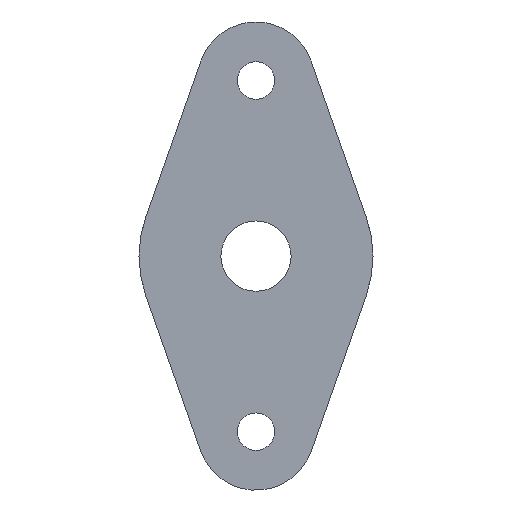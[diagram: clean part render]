
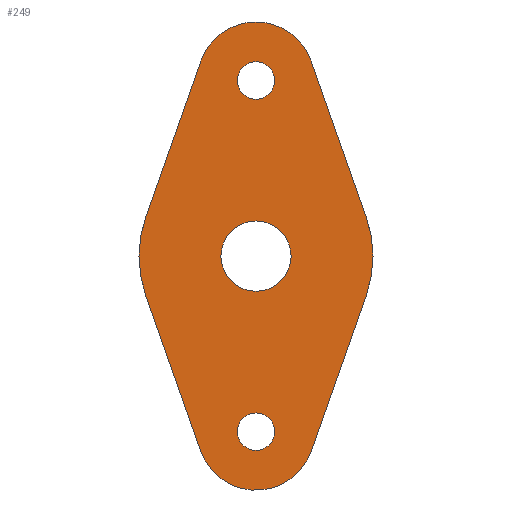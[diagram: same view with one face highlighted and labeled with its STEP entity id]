
A CAD part, left-side view. The second image highlights one B-rep face of the part: STEP entity #249.
In plain terms, the highlighted planar face has unit normal (-1, 0, 0).
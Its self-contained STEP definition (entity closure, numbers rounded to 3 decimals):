
#1 = LINE ( 'NONE', #605, #411 ) ;
#17 = CARTESIAN_POINT ( 'NONE',  ( 0., 0., 3. ) ) ;
#19 = CARTESIAN_POINT ( 'NONE',  ( 0., 0., 0. ) ) ;
#23 = LINE ( 'NONE', #749, #362 ) ;
#29 = CARTESIAN_POINT ( 'NONE',  ( 0., -9.428, -3.333 ) ) ;
#35 = DIRECTION ( 'NONE',  ( 0., 0., -1. ) ) ;
#48 = VERTEX_POINT ( 'NONE', #66 ) ;
#51 = DIRECTION ( 'NONE',  ( 0., -0.333, -0.943 ) ) ;
#52 = VERTEX_POINT ( 'NONE', #312 ) ;
#55 = CIRCLE ( 'NONE', #613, 3. ) ;
#65 = EDGE_CURVE ( 'NONE', #355, #728, #447, .T. ) ;
#66 = CARTESIAN_POINT ( 'NONE',  ( 0., 4.714, -16.667 ) ) ;
#69 = PLANE ( 'NONE',  #347 ) ;
#72 = CARTESIAN_POINT ( 'NONE',  ( 0., 0., -16.6 ) ) ;
#75 = AXIS2_PLACEMENT_3D ( 'NONE', #779, #549, #771 ) ;
#86 = VERTEX_POINT ( 'NONE', #150 ) ;
#104 = EDGE_CURVE ( 'NONE', #143, #224, #170, .T. ) ;
#106 = AXIS2_PLACEMENT_3D ( 'NONE', #267, #388, #147 ) ;
#117 = CARTESIAN_POINT ( 'NONE',  ( 0., -9.428, 3.333 ) ) ;
#127 = DIRECTION ( 'NONE',  ( -1., 0., 0. ) ) ;
#129 = CARTESIAN_POINT ( 'NONE',  ( 0., 9.428, -3.333 ) ) ;
#131 = CIRCLE ( 'NONE', #75, 1.6 ) ;
#138 = CARTESIAN_POINT ( 'NONE',  ( 0., 0., 16.6 ) ) ;
#141 = CARTESIAN_POINT ( 'NONE',  ( 0., 0., 0. ) ) ;
#143 = VERTEX_POINT ( 'NONE', #382 ) ;
#146 = DIRECTION ( 'NONE',  ( -1., 0., 0. ) ) ;
#147 = DIRECTION ( 'NONE',  ( 0., 0., -1. ) ) ;
#150 = CARTESIAN_POINT ( 'NONE',  ( 0., 0., -3. ) ) ;
#154 = ORIENTED_EDGE ( 'NONE', *, *, #357, .T. ) ;
#169 = VERTEX_POINT ( 'NONE', #129 ) ;
#170 = CIRCLE ( 'NONE', #490, 5. ) ;
#177 = CARTESIAN_POINT ( 'NONE',  ( 0., 0., -13.4 ) ) ;
#183 = ORIENTED_EDGE ( 'NONE', *, *, #65, .F. ) ;
#208 = ORIENTED_EDGE ( 'NONE', *, *, #687, .F. ) ;
#212 = EDGE_CURVE ( 'NONE', #52, #662, #641, .T. ) ;
#215 = VERTEX_POINT ( 'NONE', #454 ) ;
#217 = CIRCLE ( 'NONE', #451, 5. ) ;
#224 = VERTEX_POINT ( 'NONE', #275 ) ;
#230 = AXIS2_PLACEMENT_3D ( 'NONE', #484, #306, #668 ) ;
#234 = FACE_BOUND ( 'NONE', #423, .T. ) ;
#247 = DIRECTION ( 'NONE',  ( 1., 0., 0. ) ) ;
#249 = ADVANCED_FACE ( 'NONE', ( #766, #295, #530, #234 ), #69, .F. ) ;
#250 = CARTESIAN_POINT ( 'NONE',  ( 0., 0., 0. ) ) ;
#253 = AXIS2_PLACEMENT_3D ( 'NONE', #250, #146, #578 ) ;
#257 = DIRECTION ( 'NONE',  ( -1., 0., 0. ) ) ;
#262 = DIRECTION ( 'NONE',  ( 0., 0., -1. ) ) ;
#267 = CARTESIAN_POINT ( 'NONE',  ( 0., 0., 0. ) ) ;
#275 = CARTESIAN_POINT ( 'NONE',  ( 0., 0., 20. ) ) ;
#276 = DIRECTION ( 'NONE',  ( 0., -0.333, 0.943 ) ) ;
#285 = ORIENTED_EDGE ( 'NONE', *, *, #658, .T. ) ;
#292 = DIRECTION ( 'NONE',  ( -1., 0., 0. ) ) ;
#294 = CARTESIAN_POINT ( 'NONE',  ( 0., 0., 13.4 ) ) ;
#295 = FACE_OUTER_BOUND ( 'NONE', #722, .T. ) ;
#300 = CARTESIAN_POINT ( 'NONE',  ( 0., 0., 15. ) ) ;
#301 = ORIENTED_EDGE ( 'NONE', *, *, #374, .F. ) ;
#306 = DIRECTION ( 'NONE',  ( -1., 0., 0. ) ) ;
#311 = CARTESIAN_POINT ( 'NONE',  ( 0., 0., -15. ) ) ;
#312 = CARTESIAN_POINT ( 'NONE',  ( 0., -9.428, -3.333 ) ) ;
#315 = VECTOR ( 'NONE', #276, 1000. ) ;
#328 = VERTEX_POINT ( 'NONE', #138 ) ;
#334 = CIRCLE ( 'NONE', #106, 10. ) ;
#344 = CARTESIAN_POINT ( 'NONE',  ( 0., 0., 0. ) ) ;
#347 = AXIS2_PLACEMENT_3D ( 'NONE', #19, #551, #494 ) ;
#355 = VERTEX_POINT ( 'NONE', #72 ) ;
#357 = EDGE_CURVE ( 'NONE', #215, #169, #334, .T. ) ;
#362 = VECTOR ( 'NONE', #629, 1000. ) ;
#365 = EDGE_CURVE ( 'NONE', #414, #86, #573, .T. ) ;
#373 = AXIS2_PLACEMENT_3D ( 'NONE', #300, #127, #479 ) ;
#374 = EDGE_CURVE ( 'NONE', #48, #169, #23, .T. ) ;
#381 = AXIS2_PLACEMENT_3D ( 'NONE', #733, #257, #558 ) ;
#382 = CARTESIAN_POINT ( 'NONE',  ( 0., -4.714, 16.667 ) ) ;
#386 = ORIENTED_EDGE ( 'NONE', *, *, #738, .F. ) ;
#388 = DIRECTION ( 'NONE',  ( -1., 0., 0. ) ) ;
#397 = AXIS2_PLACEMENT_3D ( 'NONE', #563, #690, #262 ) ;
#399 = CARTESIAN_POINT ( 'NONE',  ( 0., -4.714, -16.667 ) ) ;
#405 = EDGE_LOOP ( 'NONE', ( #760, #525 ) ) ;
#409 = EDGE_CURVE ( 'NONE', #328, #568, #739, .T. ) ;
#411 = VECTOR ( 'NONE', #51, 1000. ) ;
#414 = VERTEX_POINT ( 'NONE', #17 ) ;
#422 = EDGE_LOOP ( 'NONE', ( #208, #183 ) ) ;
#423 = EDGE_LOOP ( 'NONE', ( #588, #756 ) ) ;
#424 = DIRECTION ( 'NONE',  ( 0., 0., -1. ) ) ;
#447 = CIRCLE ( 'NONE', #381, 1.6 ) ;
#451 = AXIS2_PLACEMENT_3D ( 'NONE', #311, #247, #424 ) ;
#453 = ORIENTED_EDGE ( 'NONE', *, *, #718, .F. ) ;
#454 = CARTESIAN_POINT ( 'NONE',  ( 0., 9.428, 3.333 ) ) ;
#464 = EDGE_CURVE ( 'NONE', #532, #52, #572, .T. ) ;
#471 = CARTESIAN_POINT ( 'NONE',  ( 0., 4.714, 16.667 ) ) ;
#474 = VECTOR ( 'NONE', #782, 1000. ) ;
#479 = DIRECTION ( 'NONE',  ( 0., 0., -1. ) ) ;
#484 = CARTESIAN_POINT ( 'NONE',  ( 0., 0., -15. ) ) ;
#490 = AXIS2_PLACEMENT_3D ( 'NONE', #710, #292, #693 ) ;
#494 = DIRECTION ( 'NONE',  ( 0., 0., -1. ) ) ;
#521 = ORIENTED_EDGE ( 'NONE', *, *, #212, .T. ) ;
#523 = VERTEX_POINT ( 'NONE', #471 ) ;
#525 = ORIENTED_EDGE ( 'NONE', *, *, #664, .T. ) ;
#530 = FACE_BOUND ( 'NONE', #422, .T. ) ;
#532 = VERTEX_POINT ( 'NONE', #399 ) ;
#533 = CARTESIAN_POINT ( 'NONE',  ( 0., 9.428, 3.333 ) ) ;
#549 = DIRECTION ( 'NONE',  ( 1., 0., 0. ) ) ;
#551 = DIRECTION ( 'NONE',  ( 1., 0., 0. ) ) ;
#558 = DIRECTION ( 'NONE',  ( 0., 0., -1. ) ) ;
#559 = DIRECTION ( 'NONE',  ( 1., 0., 0. ) ) ;
#560 = EDGE_CURVE ( 'NONE', #86, #414, #55, .T. ) ;
#563 = CARTESIAN_POINT ( 'NONE',  ( 0., 0., 15. ) ) ;
#567 = DIRECTION ( 'NONE',  ( 0., 0., -1. ) ) ;
#568 = VERTEX_POINT ( 'NONE', #294 ) ;
#572 = LINE ( 'NONE', #29, #315 ) ;
#573 = CIRCLE ( 'NONE', #774, 3. ) ;
#578 = DIRECTION ( 'NONE',  ( 0., 0., -1. ) ) ;
#587 = DIRECTION ( 'NONE',  ( 1., 0., 0. ) ) ;
#588 = ORIENTED_EDGE ( 'NONE', *, *, #365, .T. ) ;
#605 = CARTESIAN_POINT ( 'NONE',  ( 0., -9.428, 3.333 ) ) ;
#613 = AXIS2_PLACEMENT_3D ( 'NONE', #344, #587, #35 ) ;
#629 = DIRECTION ( 'NONE',  ( 0., 0.333, 0.943 ) ) ;
#641 = CIRCLE ( 'NONE', #253, 10. ) ;
#646 = ORIENTED_EDGE ( 'NONE', *, *, #104, .T. ) ;
#658 = EDGE_CURVE ( 'NONE', #523, #215, #724, .T. ) ;
#662 = VERTEX_POINT ( 'NONE', #117 ) ;
#664 = EDGE_CURVE ( 'NONE', #568, #328, #131, .T. ) ;
#668 = DIRECTION ( 'NONE',  ( 0., 0., -1. ) ) ;
#669 = ORIENTED_EDGE ( 'NONE', *, *, #464, .T. ) ;
#687 = EDGE_CURVE ( 'NONE', #728, #355, #775, .T. ) ;
#690 = DIRECTION ( 'NONE',  ( 1., 0., 0. ) ) ;
#693 = DIRECTION ( 'NONE',  ( 0., 0., -1. ) ) ;
#710 = CARTESIAN_POINT ( 'NONE',  ( 0., 0., 15. ) ) ;
#718 = EDGE_CURVE ( 'NONE', #532, #48, #217, .T. ) ;
#719 = CIRCLE ( 'NONE', #373, 5. ) ;
#722 = EDGE_LOOP ( 'NONE', ( #646, #762, #285, #154, #301, #453, #669, #521, #386 ) ) ;
#724 = LINE ( 'NONE', #533, #474 ) ;
#728 = VERTEX_POINT ( 'NONE', #177 ) ;
#733 = CARTESIAN_POINT ( 'NONE',  ( 0., 0., -15. ) ) ;
#738 = EDGE_CURVE ( 'NONE', #143, #662, #1, .T. ) ;
#739 = CIRCLE ( 'NONE', #397, 1.6 ) ;
#749 = CARTESIAN_POINT ( 'NONE',  ( 0., 9.428, -3.333 ) ) ;
#756 = ORIENTED_EDGE ( 'NONE', *, *, #560, .T. ) ;
#760 = ORIENTED_EDGE ( 'NONE', *, *, #409, .T. ) ;
#762 = ORIENTED_EDGE ( 'NONE', *, *, #773, .T. ) ;
#766 = FACE_BOUND ( 'NONE', #405, .T. ) ;
#771 = DIRECTION ( 'NONE',  ( 0., 0., -1. ) ) ;
#773 = EDGE_CURVE ( 'NONE', #224, #523, #719, .T. ) ;
#774 = AXIS2_PLACEMENT_3D ( 'NONE', #141, #559, #567 ) ;
#775 = CIRCLE ( 'NONE', #230, 1.6 ) ;
#779 = CARTESIAN_POINT ( 'NONE',  ( 0., 0., 15. ) ) ;
#782 = DIRECTION ( 'NONE',  ( 0., 0.333, -0.943 ) ) ;
